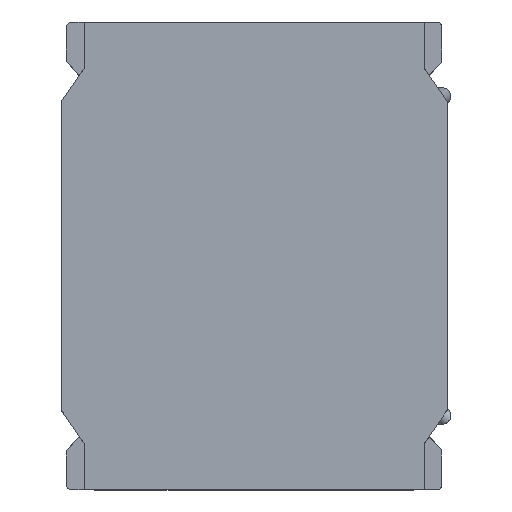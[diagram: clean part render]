
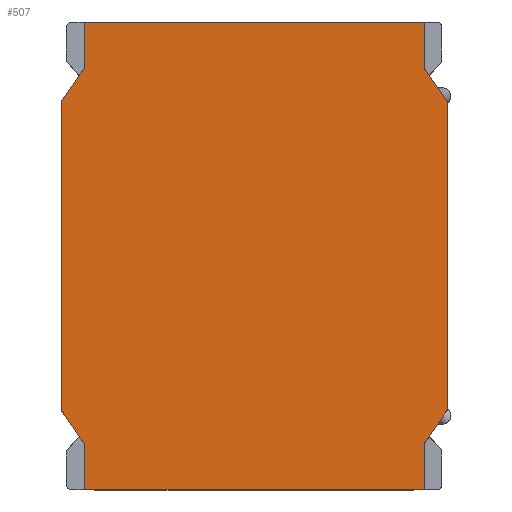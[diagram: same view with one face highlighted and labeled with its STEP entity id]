
A CAD part, top view. The second image highlights one B-rep face of the part: STEP entity #507.
In plain terms, the highlighted planar face has unit normal (0, 0, 1).
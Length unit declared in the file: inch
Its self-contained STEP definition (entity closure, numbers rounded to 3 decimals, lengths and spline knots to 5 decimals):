
#32 = VERTEX_POINT ( 'NONE', #2446 ) ;
#39 = CARTESIAN_POINT ( 'NONE',  ( -0.0378, 0.04173, 0.04528 ) ) ;
#46 = EDGE_CURVE ( 'NONE', #780, #740, #818, .T. ) ;
#50 = LINE ( 'NONE', #1298, #875 ) ;
#90 = EDGE_LOOP ( 'NONE', ( #2541, #2493, #2330, #2650, #1338, #1830, #2839, #2704, #1459, #505, #2032, #1555 ) ) ;
#156 = LINE ( 'NONE', #340, #1528 ) ;
#228 = VECTOR ( 'NONE', #511, 39.37008 ) ;
#299 = CARTESIAN_POINT ( 'NONE',  ( 0.0378, 0.04173, 0.04528 ) ) ;
#307 = DIRECTION ( 'NONE',  ( 0., -1., 0. ) ) ;
#340 = CARTESIAN_POINT ( 'NONE',  ( -0.0378, 0., 0.04528 ) ) ;
#366 = VECTOR ( 'NONE', #1065, 39.37008 ) ;
#416 = CARTESIAN_POINT ( 'NONE',  ( 0.04291, 0., 0.04528 ) ) ;
#425 = EDGE_CURVE ( 'NONE', #2031, #2922, #476, .T. ) ;
#476 = LINE ( 'NONE', #2741, #366 ) ;
#479 = CARTESIAN_POINT ( 'NONE',  ( -0.0378, -0.05197, 0.04528 ) ) ;
#505 = ORIENTED_EDGE ( 'NONE', *, *, #1392, .T. ) ;
#507 = ADVANCED_FACE ( 'NONE', ( #3077 ), #2760, .T. ) ;
#508 = VERTEX_POINT ( 'NONE', #3055 ) ;
#511 = DIRECTION ( 'NONE',  ( 0., 1., 0. ) ) ;
#521 = CARTESIAN_POINT ( 'NONE',  ( 0.0378, 0., 0.04528 ) ) ;
#569 = DIRECTION ( 'NONE',  ( 0.565, -0.825, 0. ) ) ;
#592 = DIRECTION ( 'NONE',  ( 0.565, 0.825, 0. ) ) ;
#645 = CARTESIAN_POINT ( 'NONE',  ( -0.0378, 0., 0.04528 ) ) ;
#662 = VECTOR ( 'NONE', #2913, 39.37008 ) ;
#677 = VECTOR ( 'NONE', #738, 39.37008 ) ;
#729 = LINE ( 'NONE', #521, #228 ) ;
#738 = DIRECTION ( 'NONE',  ( 0., -1., 0. ) ) ;
#740 = VERTEX_POINT ( 'NONE', #1976 ) ;
#754 = VERTEX_POINT ( 'NONE', #1855 ) ;
#768 = EDGE_CURVE ( 'NONE', #2517, #32, #1411, .T. ) ;
#780 = VERTEX_POINT ( 'NONE', #1863 ) ;
#789 = DIRECTION ( 'NONE',  ( -1., 0., 0. ) ) ;
#814 = CARTESIAN_POINT ( 'NONE',  ( 0.0378, -0.04173, 0.04528 ) ) ;
#818 = LINE ( 'NONE', #2445, #2569 ) ;
#842 = CARTESIAN_POINT ( 'NONE',  ( 0.0378, 0.05197, 0.04528 ) ) ;
#857 = CARTESIAN_POINT ( 'NONE',  ( 0., 0.05197, 0.04528 ) ) ;
#872 = AXIS2_PLACEMENT_3D ( 'NONE', #2656, #2648, #2646 ) ;
#875 = VECTOR ( 'NONE', #1336, 39.37008 ) ;
#928 = LINE ( 'NONE', #814, #1831 ) ;
#1035 = EDGE_CURVE ( 'NONE', #740, #2517, #1902, .T. ) ;
#1065 = DIRECTION ( 'NONE',  ( 0., 1., 0. ) ) ;
#1133 = CARTESIAN_POINT ( 'NONE',  ( 0.04291, 0.03425, 0.04528 ) ) ;
#1268 = EDGE_CURVE ( 'NONE', #1576, #2031, #1368, .T. ) ;
#1271 = VECTOR ( 'NONE', #1713, 39.37008 ) ;
#1298 = CARTESIAN_POINT ( 'NONE',  ( -0.04291, 0., 0.04528 ) ) ;
#1308 = DIRECTION ( 'NONE',  ( -0.565, -0.825, 0. ) ) ;
#1336 = DIRECTION ( 'NONE',  ( 0., -1., 0. ) ) ;
#1338 = ORIENTED_EDGE ( 'NONE', *, *, #1268, .T. ) ;
#1368 = LINE ( 'NONE', #2864, #1474 ) ;
#1392 = EDGE_CURVE ( 'NONE', #3062, #780, #50, .T. ) ;
#1411 = LINE ( 'NONE', #1721, #1271 ) ;
#1459 = ORIENTED_EDGE ( 'NONE', *, *, #1540, .T. ) ;
#1474 = VECTOR ( 'NONE', #1723, 39.37008 ) ;
#1528 = VECTOR ( 'NONE', #307, 39.37008 ) ;
#1540 = EDGE_CURVE ( 'NONE', #508, #3062, #2728, .T. ) ;
#1555 = ORIENTED_EDGE ( 'NONE', *, *, #1035, .T. ) ;
#1576 = VERTEX_POINT ( 'NONE', #1133 ) ;
#1610 = CARTESIAN_POINT ( 'NONE',  ( 0.04291, -0.03425, 0.04528 ) ) ;
#1713 = DIRECTION ( 'NONE',  ( 1., 0., 0. ) ) ;
#1721 = CARTESIAN_POINT ( 'NONE',  ( 0., -0.05197, 0.04528 ) ) ;
#1723 = DIRECTION ( 'NONE',  ( -0.565, 0.825, 0. ) ) ;
#1744 = EDGE_CURVE ( 'NONE', #2206, #1576, #2747, .T. ) ;
#1796 = CARTESIAN_POINT ( 'NONE',  ( -0.04291, 0.03425, 0.04528 ) ) ;
#1830 = ORIENTED_EDGE ( 'NONE', *, *, #425, .T. ) ;
#1831 = VECTOR ( 'NONE', #592, 39.37008 ) ;
#1855 = CARTESIAN_POINT ( 'NONE',  ( -0.0378, 0.05197, 0.04528 ) ) ;
#1863 = CARTESIAN_POINT ( 'NONE',  ( -0.04291, -0.03425, 0.04528 ) ) ;
#1902 = LINE ( 'NONE', #645, #677 ) ;
#1976 = CARTESIAN_POINT ( 'NONE',  ( -0.0378, -0.04173, 0.04528 ) ) ;
#2011 = EDGE_CURVE ( 'NONE', #754, #508, #156, .T. ) ;
#2031 = VERTEX_POINT ( 'NONE', #299 ) ;
#2032 = ORIENTED_EDGE ( 'NONE', *, *, #46, .T. ) ;
#2070 = VECTOR ( 'NONE', #789, 39.37008 ) ;
#2091 = VECTOR ( 'NONE', #1308, 39.37008 ) ;
#2206 = VERTEX_POINT ( 'NONE', #1610 ) ;
#2265 = VERTEX_POINT ( 'NONE', #2961 ) ;
#2330 = ORIENTED_EDGE ( 'NONE', *, *, #2935, .T. ) ;
#2399 = EDGE_CURVE ( 'NONE', #2922, #754, #2558, .T. ) ;
#2445 = CARTESIAN_POINT ( 'NONE',  ( -0.04291, -0.03425, 0.04528 ) ) ;
#2446 = CARTESIAN_POINT ( 'NONE',  ( 0.0378, -0.05197, 0.04528 ) ) ;
#2475 = EDGE_CURVE ( 'NONE', #32, #2265, #729, .T. ) ;
#2493 = ORIENTED_EDGE ( 'NONE', *, *, #2475, .T. ) ;
#2517 = VERTEX_POINT ( 'NONE', #479 ) ;
#2541 = ORIENTED_EDGE ( 'NONE', *, *, #768, .T. ) ;
#2558 = LINE ( 'NONE', #857, #2070 ) ;
#2569 = VECTOR ( 'NONE', #569, 39.37008 ) ;
#2646 = DIRECTION ( 'NONE',  ( 1., 0., 0. ) ) ;
#2648 = DIRECTION ( 'NONE',  ( 0., 0., 1. ) ) ;
#2650 = ORIENTED_EDGE ( 'NONE', *, *, #1744, .T. ) ;
#2656 = CARTESIAN_POINT ( 'NONE',  ( 0., 0., 0.04528 ) ) ;
#2704 = ORIENTED_EDGE ( 'NONE', *, *, #2011, .T. ) ;
#2728 = LINE ( 'NONE', #39, #2091 ) ;
#2741 = CARTESIAN_POINT ( 'NONE',  ( 0.0378, 0., 0.04528 ) ) ;
#2747 = LINE ( 'NONE', #416, #662 ) ;
#2760 = PLANE ( 'NONE',  #872 ) ;
#2839 = ORIENTED_EDGE ( 'NONE', *, *, #2399, .T. ) ;
#2864 = CARTESIAN_POINT ( 'NONE',  ( 0.04291, 0.03425, 0.04528 ) ) ;
#2913 = DIRECTION ( 'NONE',  ( 0., 1., 0. ) ) ;
#2922 = VERTEX_POINT ( 'NONE', #842 ) ;
#2935 = EDGE_CURVE ( 'NONE', #2265, #2206, #928, .T. ) ;
#2961 = CARTESIAN_POINT ( 'NONE',  ( 0.0378, -0.04173, 0.04528 ) ) ;
#3055 = CARTESIAN_POINT ( 'NONE',  ( -0.0378, 0.04173, 0.04528 ) ) ;
#3062 = VERTEX_POINT ( 'NONE', #1796 ) ;
#3077 = FACE_OUTER_BOUND ( 'NONE', #90, .T. ) ;
